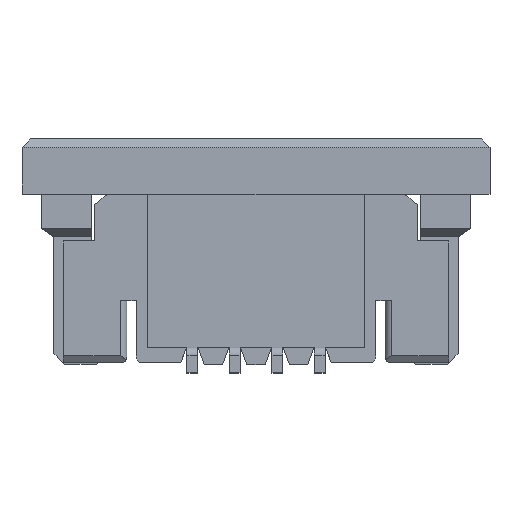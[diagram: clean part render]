
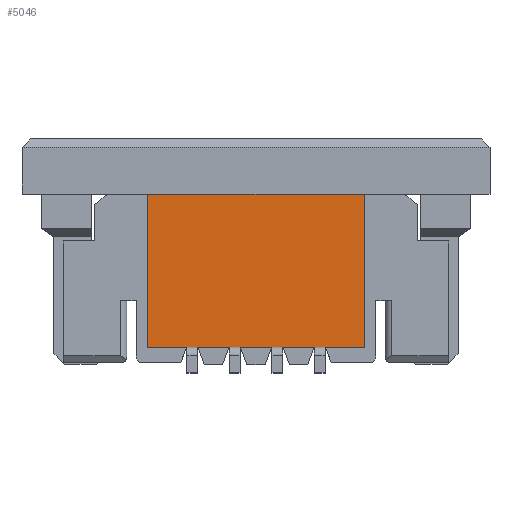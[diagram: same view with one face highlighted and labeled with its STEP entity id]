
A CAD part, top view. The second image highlights one B-rep face of the part: STEP entity #5046.
In plain terms, the highlighted face is planar.
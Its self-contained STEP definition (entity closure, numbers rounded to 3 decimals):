
#827=ORIENTED_EDGE('',*,*,#1803,.F.);
#828=ORIENTED_EDGE('',*,*,#2001,.F.);
#829=ORIENTED_EDGE('',*,*,#1905,.F.);
#830=ORIENTED_EDGE('',*,*,#1942,.F.);
#1803=EDGE_CURVE('',#2489,#2490,#2975,.T.);
#1905=EDGE_CURVE('',#2570,#2571,#3066,.T.);
#1942=EDGE_CURVE('',#2490,#2570,#3103,.T.);
#2001=EDGE_CURVE('',#2571,#2489,#3161,.T.);
#2489=VERTEX_POINT('',#7267);
#2490=VERTEX_POINT('',#7269);
#2570=VERTEX_POINT('',#7474);
#2571=VERTEX_POINT('',#7476);
#2975=LINE('',#7268,#3649);
#3066=LINE('',#7475,#3740);
#3103=LINE('',#7548,#3777);
#3161=LINE('',#7662,#3835);
#3649=VECTOR('',#5910,1000.);
#3740=VECTOR('',#6055,1000.);
#3777=VECTOR('',#6104,1000.);
#3835=VECTOR('',#6190,1000.);
#4292=EDGE_LOOP('',(#827,#828,#829,#830));
#4554=FACE_BOUND('',#4292,.T.);
#4791=PLANE('',#5403);
#5046=ADVANCED_FACE('',(#4554),#4791,.F.);
#5403=AXIS2_PLACEMENT_3D('',#7767,#6281,#6282);
#5910=DIRECTION('',(-1.,0.,0.));
#6055=DIRECTION('',(1.,0.,0.));
#6104=DIRECTION('',(0.,-1.,0.));
#6190=DIRECTION('',(0.,1.,0.));
#6281=DIRECTION('',(0.,0.,1.));
#6282=DIRECTION('',(1.,0.,0.));
#7267=CARTESIAN_POINT('',(2.55,3.6,-1.225));
#7268=CARTESIAN_POINT('',(0.,3.6,-1.225));
#7269=CARTESIAN_POINT('',(-2.55,3.6,-1.225));
#7474=CARTESIAN_POINT('',(-2.55,0.,-1.225));
#7475=CARTESIAN_POINT('',(-2.55,0.,-1.225));
#7476=CARTESIAN_POINT('',(2.55,0.,-1.225));
#7548=CARTESIAN_POINT('',(-2.55,4.9,-1.225));
#7662=CARTESIAN_POINT('',(2.55,0.,-1.225));
#7767=CARTESIAN_POINT('',(0.,0.,-1.225));
